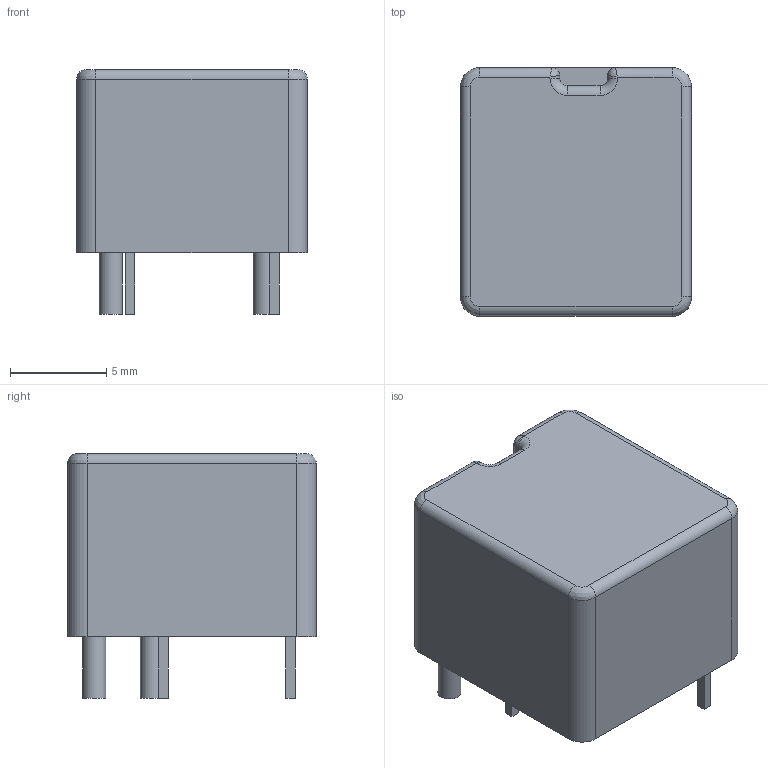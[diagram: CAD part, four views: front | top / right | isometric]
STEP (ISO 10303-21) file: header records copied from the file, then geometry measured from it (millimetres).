
FILE_DESCRIPTION(/* description */ (''),/* implementation_level */ '2;1');
FILE_NAME(/* name */ 'Relay-TE-V23086-C1xxx.step',/* time_stamp */ '2026-02-28T13:27:47+01:00',/* author */ (''),/* organization */ (''),/* preprocessor_version */ 'ST-DEVELOPER v20.1',/* originating_system */ 'Autodesk Translation Framework v14.24.0.0',/* authorisation */ '');
FILE_SCHEMA (('AUTOMOTIVE_DESIGN { 1 0 10303 214 3 1 1 }'));
Length unit declared in the file: millimetre
Products named in the file (1): Relay-TE-V23086-C1xxx
Bounding box: 12 x 12.9 x 12.7 mm (x, y, z)
Volume: 1454.1 mm3; surface area: 820 mm2
Topology: 6 solids, 6 shells, 55 faces, 113 edges, 68 vertices
Faces by surface type: plane 28, cylinder 19, bspline 6, torus 2
Full cylindrical faces by diameter (mm): 1.2 x3
Entity records: 1525 total; most frequent: CARTESIAN_POINT 315, DIRECTION 255, ORIENTED_EDGE 222, EDGE_CURVE 111, AXIS2_PLACEMENT_3D 94, VERTEX_POINT 68, LINE 67, VECTOR 67
